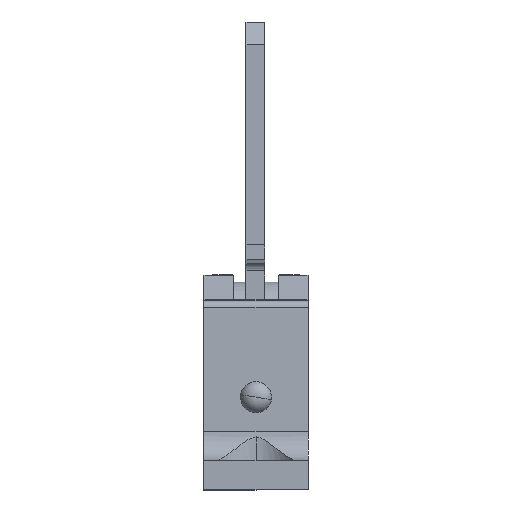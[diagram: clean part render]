
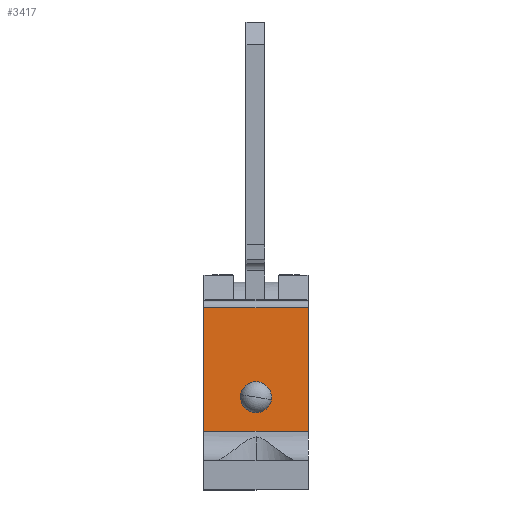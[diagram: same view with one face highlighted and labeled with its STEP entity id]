
A CAD part, left-side view. The second image highlights one B-rep face of the part: STEP entity #3417.
In plain terms, the highlighted planar face has unit normal (-1, 0, 0.023).
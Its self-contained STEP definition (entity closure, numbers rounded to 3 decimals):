
#1371=EDGE_CURVE('',#2595,#3377,#3731,.T.);
#1585=EDGE_CURVE('',#2465,#1945,#3972,.T.);
#1631=EDGE_CURVE('',#3321,#2465,#4024,.T.);
#1945=VERTEX_POINT('',#4373);
#2465=VERTEX_POINT('',#4942);
#2473=EDGE_CURVE('',#3215,#3377,#4952,.T.);
#2595=VERTEX_POINT('',#5084);
#2687=EDGE_CURVE('',#3215,#3209,#5186,.T.);
#2787=EDGE_CURVE('',#1945,#3321,#5294,.T.);
#3209=VERTEX_POINT('',#5761);
#3215=VERTEX_POINT('',#5767);
#3321=VERTEX_POINT('',#5879);
#3373=EDGE_CURVE('',#3209,#2595,#5939,.T.);
#3377=VERTEX_POINT('',#5943);
#3417=ADVANCED_FACE('',(#5986,#5987),#5988,.T.);
#3731=LINE('',#6451,#6452);
#3972=ELLIPSE('',#6936,1.24,1.24);
#4024=ELLIPSE('',#7007,1.24,1.24);
#4373=CARTESIAN_POINT('',(-14.298,1.222,12.406));
#4942=CARTESIAN_POINT('',(-14.274,0.,13.436));
#4952=LINE('',#8855,#8856);
#5084=CARTESIAN_POINT('',(-14.023,7.,24.223));
#5186=LINE('',#9249,#9250);
#5294=ELLIPSE('',#9404,1.24,1.24);
#5761=CARTESIAN_POINT('',(-14.023,-7.0,24.223));
#5767=CARTESIAN_POINT('',(-14.409,-7.0,7.607));
#5879=CARTESIAN_POINT('',(-14.307,-1.222,11.986));
#5939=LINE('',#10636,#10637);
#5943=CARTESIAN_POINT('',(-14.409,7.0,7.607));
#5986=FACE_OUTER_BOUND('',#10708,.T.);
#5987=FACE_BOUND('',#10709,.T.);
#5988=PLANE('',#10710);
#6451=CARTESIAN_POINT('',(-14.409,7.0,7.607));
#6452=VECTOR('',#11071,10.0);
#6936=AXIS2_PLACEMENT_3D('',#11402,#11403,#11404);
#7007=AXIS2_PLACEMENT_3D('',#11472,#11473,#11474);
#8855=CARTESIAN_POINT('',(-14.409,0.,7.607));
#8856=VECTOR('',#12535,10.0);
#9249=CARTESIAN_POINT('',(-14.409,-7.0,7.607));
#9250=VECTOR('',#12785,10.0);
#9404=AXIS2_PLACEMENT_3D('',#12901,#12902,#12903);
#10636=CARTESIAN_POINT('',(-14.023,0.,24.223));
#10637=VECTOR('',#13611,10.0);
#10708=EDGE_LOOP('',(#13651,#13652,#13653,#13654));
#10709=EDGE_LOOP('',(#13655,#13656,#13657));
#10710=AXIS2_PLACEMENT_3D('',#13658,#13659,#13660);
#11071=DIRECTION('',(-0.023,0.,-1.));
#11402=CARTESIAN_POINT('',(-14.302,0.,12.196));
#11403=DIRECTION('',(-1.,0.,0.023));
#11404=DIRECTION('',(-0.023,0.,-1.));
#11472=CARTESIAN_POINT('',(-14.302,0.,12.196));
#11473=DIRECTION('',(-1.,0.,0.023));
#11474=DIRECTION('',(-0.023,0.,-1.));
#12535=DIRECTION('',(0.,1.0,0.));
#12785=DIRECTION('',(0.023,0.,1.));
#12901=CARTESIAN_POINT('',(-14.302,0.,12.196));
#12902=DIRECTION('',(-1.,0.,0.023));
#12903=DIRECTION('',(-0.023,0.,-1.));
#13611=DIRECTION('',(0.,1.0,0.));
#13651=ORIENTED_EDGE('',*,*,#1371,.T.);
#13652=ORIENTED_EDGE('',*,*,#2473,.F.);
#13653=ORIENTED_EDGE('',*,*,#2687,.T.);
#13654=ORIENTED_EDGE('',*,*,#3373,.T.);
#13655=ORIENTED_EDGE('',*,*,#1585,.F.);
#13656=ORIENTED_EDGE('',*,*,#1631,.F.);
#13657=ORIENTED_EDGE('',*,*,#2787,.F.);
#13658=CARTESIAN_POINT('',(-14.023,0.,24.223));
#13659=DIRECTION('',(-1.,0.,0.023));
#13660=DIRECTION('',(0.,1.0,0.));
